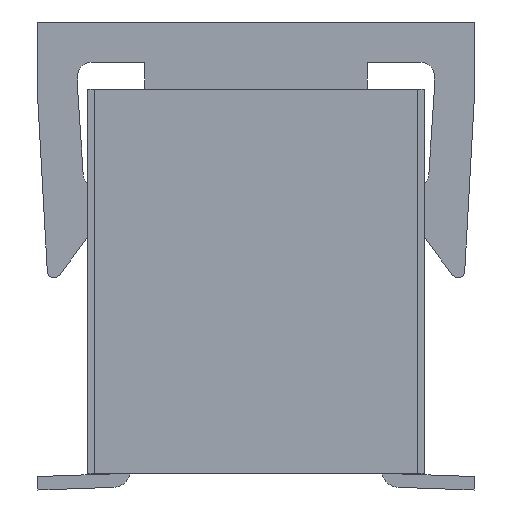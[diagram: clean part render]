
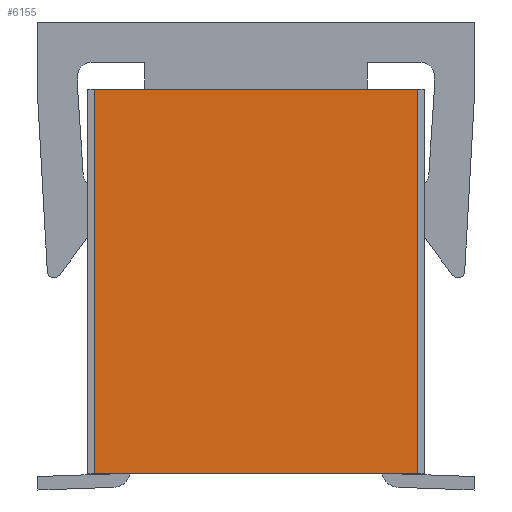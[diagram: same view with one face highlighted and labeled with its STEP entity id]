
A CAD part, left-side view. The second image highlights one B-rep face of the part: STEP entity #6155.
In plain terms, the highlighted planar face has unit normal (-1, 0, 0).
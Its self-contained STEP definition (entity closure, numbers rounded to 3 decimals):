
#2364=CARTESIAN_POINT('',(-9.725,2.4,5.71));
#2365=VERTEX_POINT('',#2364);
#2372=CARTESIAN_POINT('',(-9.725,-2.4,5.71));
#2373=VERTEX_POINT('',#2372);
#2374=CARTESIAN_POINT('',(-9.725,2.399,5.71));
#2375=DIRECTION('',(0.,-1.,0.));
#2376=VECTOR('',#2375,4.799);
#2377=LINE('',#2374,#2376);
#2378=EDGE_CURVE('',#2365,#2373,#2377,.T.);
#4025=CARTESIAN_POINT('',(-9.725,-2.4,0.));
#4026=VERTEX_POINT('',#4025);
#4033=CARTESIAN_POINT('',(-9.725,2.4,0.));
#4034=VERTEX_POINT('',#4033);
#4035=CARTESIAN_POINT('',(-9.725,2.4,0.));
#4036=DIRECTION('',(0.,-1.,0.));
#4037=VECTOR('',#4036,4.8);
#4038=LINE('',#4035,#4037);
#4039=EDGE_CURVE('',#4034,#4026,#4038,.T.);
#6128=CARTESIAN_POINT('',(-9.725,2.4,0.));
#6129=DIRECTION('',(0.,0.,1.));
#6130=VECTOR('',#6129,5.71);
#6131=LINE('',#6128,#6130);
#6132=EDGE_CURVE('',#4034,#2365,#6131,.T.);
#6139=CARTESIAN_POINT('',(-9.725,0.,2.855));
#6140=DIRECTION('',(0.,1.,0.));
#6141=DIRECTION('',(1.,0.,0.));
#6142=AXIS2_PLACEMENT_3D('',#6139,#6141,#6140);
#6143=PLANE('',#6142);
#6144=ORIENTED_EDGE('',*,*,#6132,.T.);
#6145=ORIENTED_EDGE('',*,*,#2378,.T.);
#6146=CARTESIAN_POINT('',(-9.725,-2.4,5.71));
#6147=DIRECTION('',(0.,0.,-1.));
#6148=VECTOR('',#6147,5.71);
#6149=LINE('',#6146,#6148);
#6150=EDGE_CURVE('',#2373,#4026,#6149,.T.);
#6151=ORIENTED_EDGE('',*,*,#6150,.T.);
#6152=ORIENTED_EDGE('',*,*,#4039,.F.);
#6153=EDGE_LOOP('',(#6144,#6145,#6151,#6152));
#6154=FACE_OUTER_BOUND('',#6153,.F.);
#6155=ADVANCED_FACE('',(#6154),#6143,.F.);
